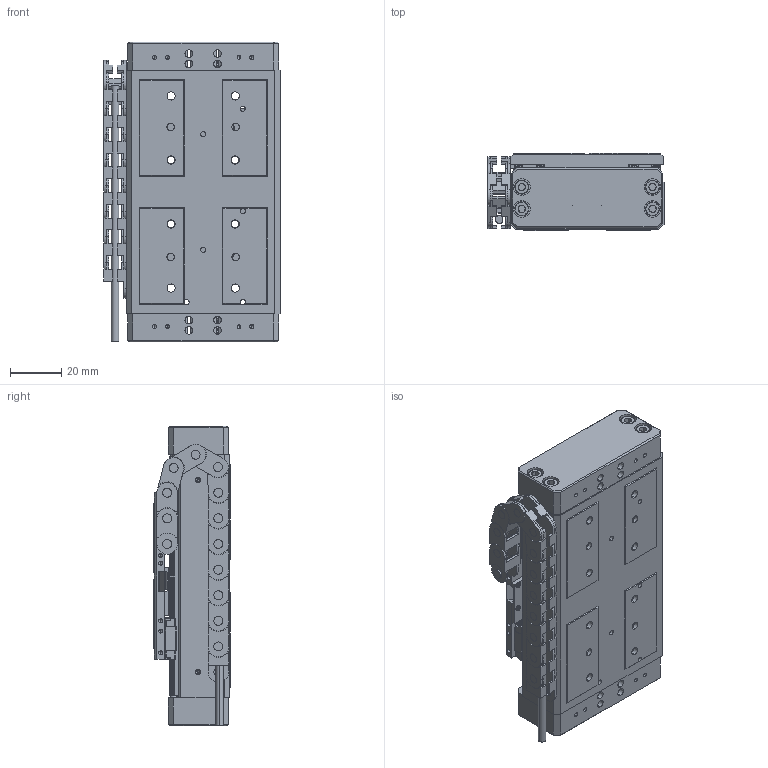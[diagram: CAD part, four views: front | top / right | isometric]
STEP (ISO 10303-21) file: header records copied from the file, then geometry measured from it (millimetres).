
FILE_DESCRIPTION (( 'STEP AP214' ), '1' );
FILE_NAME ('PPS-60-31XXX.STEP', '2023-03-01T23:04:41', ( '' ), ( '' ), 'SwSTEP 2.0', 'SolidWorks 2020', '' );
FILE_SCHEMA (( 'AUTOMOTIVE_DESIGN' ));
Length unit declared in the file: millimetre
Products named in the file (22): IGUS chain, PPS-60_050mm; SCREW, SHCS-S, M-DIN_M3 x 0.5 x 12mm; SCREW, MS-PPH, M-JCIS_M1.6 x 0.35 x 4mm; SCREW, SHCS-S, M-DIN_M2 x 0.4 x 03mm; IGUS chain link; SCREW, MS-PPH, M-JCIS_M2 x 0.4 x 6mm; Dowel Pin, M-DIN_M01.5 x 005; Screw, SHCS-L, M-DIN_M3 x 0.5 x 06mm; IGUS chain, end link; 430562 PPS-60, Cable Clamp, Carriage; 430559 PPS-60, Carriage, L65mm; 130174 PPS-60, Bearing Block; PPS-60, Base, Master Part_025mm; 430561 Dowel Pin Press Fit Assembly; 130174 Bearing Slide Rail, PPS-60_025mm; PPS-60-31XXX; Set Screw, Cup-H, M-DIN_M3 x 0.5 x 04mm; 430561 PPS-60, End Support, Linear Shaft; Cable Chain exit cable; 1-8 Ball; Dowel Pin, E-NR_E1''16 x 3''8in
Assembly tree (82 placements, depth 3):
  PPS-60-31XXX
    PPS-60, Base, Master Part_025mm
    430559 PPS-60, Carriage, L65mm
    430562 PPS-60, Cable Clamp, Carriage
    SCREW, SHCS-S, M-DIN_M3 x 0.5 x 12mm  x8
    SCREW, MS-PPH, M-JCIS_M1.6 x 0.35 x 4mm  x4
    SCREW, SHCS-S, M-DIN_M2 x 0.4 x 03mm  x8
    Dowel Pin, M-DIN_M01.5 x 005  x2
    130174 PPS-60, Bearing Block  x4
    130174 Bearing Slide Rail, PPS-60_025mm  x2
    SCREW, MS-PPH, M-JCIS_M2 x 0.4 x 6mm  x12
    1-8 Ball  x4
    Screw, SHCS-L, M-DIN_M3 x 0.5 x 06mm  x5
    430561 Dowel Pin Press Fit Assembly
      430561 PPS-60, End Support, Linear Shaft
      Dowel Pin, E-NR_E1''16 x 3''8in  x4
    430561 Dowel Pin Press Fit Assembly
      430561 PPS-60, End Support, Linear Shaft
      Dowel Pin, E-NR_E1''16 x 3''8in  x4
    Set Screw, Cup-H, M-DIN_M3 x 0.5 x 04mm  x3
    IGUS chain, PPS-60_050mm
      IGUS chain, end link
      IGUS chain link  x12
    Cable Chain exit cable
Bounding box: 68.7 x 30 x 117 mm (x, y, z)
Volume: 107466.4 mm3; surface area: 68164.7 mm2
Topology: 79 solids, 79 shells, 3841 faces, 9449 edges, 5847 vertices
Faces by surface type: plane 1900, cylinder 1177, cone 488, torus 268, sphere 8
Entity records: 46802 total; most frequent: CARTESIAN_POINT 8688, DIRECTION 7851, ORIENTED_EDGE 7110, EDGE_CURVE 3555, AXIS2_PLACEMENT_3D 2901, VERTEX_POINT 2284, LINE 2049, VECTOR 2049
